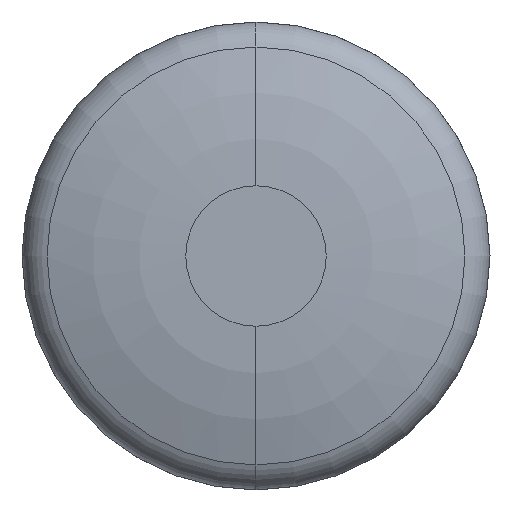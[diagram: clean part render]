
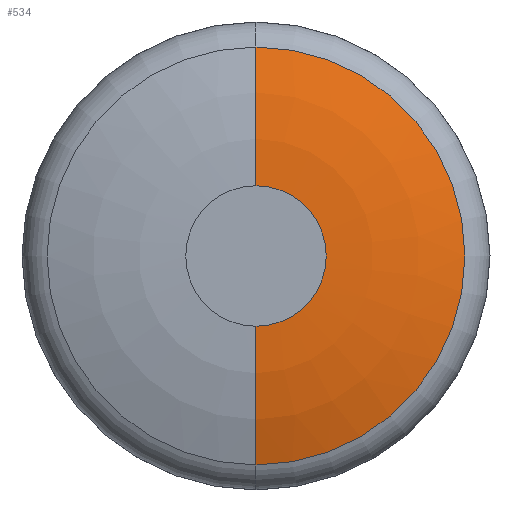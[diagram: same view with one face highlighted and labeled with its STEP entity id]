
A CAD part, front view. The second image highlights one B-rep face of the part: STEP entity #534.
In plain terms, the highlighted toroidal (fillet/blend) face has major radius 1.2 mm and minor radius 7.2 mm.
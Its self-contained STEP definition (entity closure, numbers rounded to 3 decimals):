
#6 = CARTESIAN_POINT ( 'NONE',  ( 0., 0., -1.2 ) ) ;
#18 = VERTEX_POINT ( 'NONE', #480 ) ;
#35 = AXIS2_PLACEMENT_3D ( 'NONE', #128, #270, #385 ) ;
#37 = TOROIDAL_SURFACE ( 'NONE', #340, 1.2, 7.2 ) ;
#47 = VERTEX_POINT ( 'NONE', #383 ) ;
#52 = CARTESIAN_POINT ( 'NONE',  ( 0., 0.401, 0. ) ) ;
#54 = EDGE_LOOP ( 'NONE', ( #147, #177, #493, #185 ) ) ;
#87 = DIRECTION ( 'NONE',  ( 0., 0., -1. ) ) ;
#94 = DIRECTION ( 'NONE',  ( 0., -1., 0. ) ) ;
#106 = EDGE_CURVE ( 'NONE', #47, #443, #285, .T. ) ;
#119 = EDGE_CURVE ( 'NONE', #443, #18, #217, .T. ) ;
#128 = CARTESIAN_POINT ( 'NONE',  ( 0., 7.2, 1.2 ) ) ;
#138 = CIRCLE ( 'NONE', #395, 1.2 ) ;
#147 = ORIENTED_EDGE ( 'NONE', *, *, #106, .T. ) ;
#177 = ORIENTED_EDGE ( 'NONE', *, *, #119, .T. ) ;
#178 = FACE_OUTER_BOUND ( 'NONE', #54, .T. ) ;
#185 = ORIENTED_EDGE ( 'NONE', *, *, #223, .F. ) ;
#204 = DIRECTION ( 'NONE',  ( 0., 0., -1. ) ) ;
#206 = DIRECTION ( 'NONE',  ( -1., 0., 0. ) ) ;
#217 = CIRCLE ( 'NONE', #35, 7.2 ) ;
#223 = EDGE_CURVE ( 'NONE', #47, #397, #339, .T. ) ;
#242 = DIRECTION ( 'NONE',  ( 0., 0., 1. ) ) ;
#254 = DIRECTION ( 'NONE',  ( 0., -1., 0. ) ) ;
#258 = DIRECTION ( 'NONE',  ( 0., 0., -1. ) ) ;
#260 = CARTESIAN_POINT ( 'NONE',  ( 0., 0., 0. ) ) ;
#270 = DIRECTION ( 'NONE',  ( 1., 0., 0. ) ) ;
#285 = CIRCLE ( 'NONE', #538, 3.571 ) ;
#312 = CARTESIAN_POINT ( 'NONE',  ( 0., 0.401, 3.571 ) ) ;
#329 = CARTESIAN_POINT ( 'NONE',  ( 0., 7.2, -1.2 ) ) ;
#339 = CIRCLE ( 'NONE', #386, 7.2 ) ;
#340 = AXIS2_PLACEMENT_3D ( 'NONE', #371, #254, #204 ) ;
#371 = CARTESIAN_POINT ( 'NONE',  ( 0., 7.2, 0. ) ) ;
#383 = CARTESIAN_POINT ( 'NONE',  ( 0., 0.401, -3.571 ) ) ;
#385 = DIRECTION ( 'NONE',  ( 0., 0., -1. ) ) ;
#386 = AXIS2_PLACEMENT_3D ( 'NONE', #329, #206, #242 ) ;
#388 = DIRECTION ( 'NONE',  ( 0., -1., 0. ) ) ;
#395 = AXIS2_PLACEMENT_3D ( 'NONE', #260, #388, #87 ) ;
#397 = VERTEX_POINT ( 'NONE', #6 ) ;
#399 = EDGE_CURVE ( 'NONE', #397, #18, #138, .T. ) ;
#443 = VERTEX_POINT ( 'NONE', #312 ) ;
#480 = CARTESIAN_POINT ( 'NONE',  ( 0., 0., 1.2 ) ) ;
#493 = ORIENTED_EDGE ( 'NONE', *, *, #399, .F. ) ;
#534 = ADVANCED_FACE ( 'NONE', ( #178 ), #37, .T. ) ;
#538 = AXIS2_PLACEMENT_3D ( 'NONE', #52, #94, #258 ) ;
